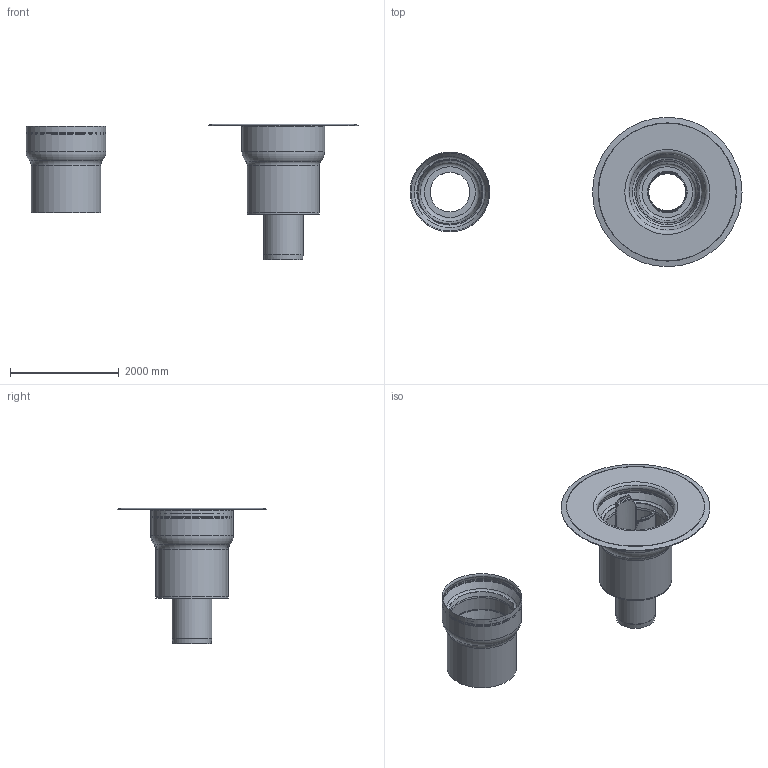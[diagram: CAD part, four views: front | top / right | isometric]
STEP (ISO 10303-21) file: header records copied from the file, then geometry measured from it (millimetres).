
FILE_DESCRIPTION(/* description */ (''),/* implementation_level */ '2;1');
FILE_NAME(/* name */ '16280.070X_3D.stp',/* time_stamp */ '2024-12-12T07:22:47+01:00',/* author */ ('CAD'),/* organization */ (''),/* preprocessor_version */ 'ST-DEVELOPER v20',/* originating_system */ 'AutoCAD Mechanical',/* authorisation */ '');
FILE_SCHEMA (('AUTOMOTIVE_DESIGN { 1 0 10303 214 3 1 1 }'));
Length unit declared in the file: centimetre
Products named in the file (2): Product; *S0
Assembly tree (1 placements, depth 2):
  Product
    *S0
Bounding box: 6110 x 2750 x 2500 mm (x, y, z)
Volume: 1279176084 mm3; surface area: 56625339.1 mm2
Topology: 8 solids, 8 shells, 114 faces, 282 edges, 184 vertices
Faces by surface type: torus 38, cylinder 28, cone 24, plane 24
Full cylindrical faces by diameter (mm): 105 x1, 698 x1, 730 x4, 1140 x1, 1180 x2, 1200 x1, 1280 x2, 1330 x2, 1430 x1, 1460 x2, 1469.995 x2, 1519.995 x1
Entity records: 3642 total; most frequent: CARTESIAN_POINT 712, DIRECTION 690, ORIENTED_EDGE 562, AXIS2_PLACEMENT_3D 315, EDGE_CURVE 281, VERTEX_POINT 183, CIRCLE 182, EDGE_LOOP 128
